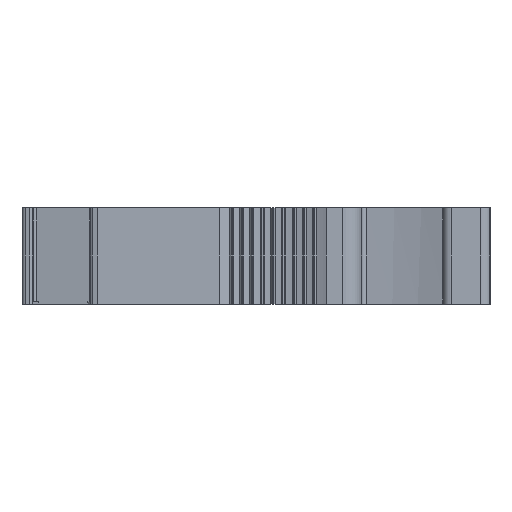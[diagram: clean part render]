
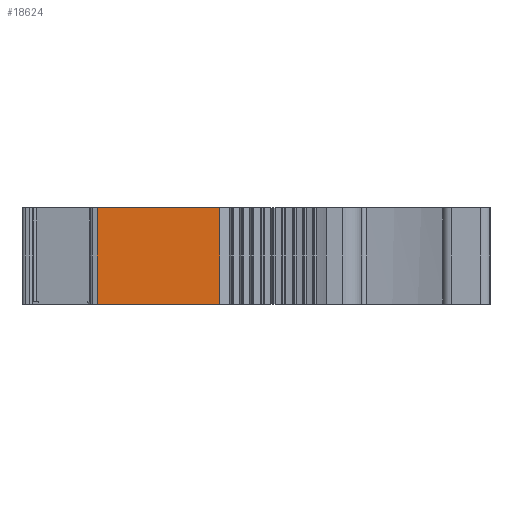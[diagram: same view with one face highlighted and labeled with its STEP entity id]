
A CAD part, left-side view. The second image highlights one B-rep face of the part: STEP entity #18624.
In plain terms, the highlighted planar face has unit normal (-1, 0, 0).
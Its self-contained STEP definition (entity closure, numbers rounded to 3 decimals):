
#159=DIRECTION('',(0.,-1.,0.));
#160=VECTOR('',#159,12.968);
#161=CARTESIAN_POINT('',(-28.7,34.535,-5.1));
#162=LINE('',#161,#160);
#1447=DIRECTION('',(0.,-1.,0.));
#1448=VECTOR('',#1447,12.968);
#1449=CARTESIAN_POINT('',(-28.7,34.535,5.1));
#1450=LINE('',#1449,#1448);
#4560=DIRECTION('',(0.,0.,1.));
#4561=VECTOR('',#4560,10.2);
#4562=CARTESIAN_POINT('',(-28.7,21.567,-5.1));
#4563=LINE('',#4562,#4561);
#4564=DIRECTION('',(0.,0.,1.));
#4565=VECTOR('',#4564,10.2);
#4566=CARTESIAN_POINT('',(-28.7,34.535,-5.1));
#4567=LINE('',#4566,#4565);
#10471=CARTESIAN_POINT('',(-28.7,34.535,-5.1));
#10472=VERTEX_POINT('',#10471);
#10473=CARTESIAN_POINT('',(-28.7,21.567,-5.1));
#10474=VERTEX_POINT('',#10473);
#10779=CARTESIAN_POINT('',(-28.7,34.535,5.1));
#10780=VERTEX_POINT('',#10779);
#10781=CARTESIAN_POINT('',(-28.7,21.567,5.1));
#10782=VERTEX_POINT('',#10781);
#18612=CARTESIAN_POINT('',(-28.7,34.535,-5.1));
#18613=DIRECTION('',(-1.,0.,0.));
#18614=DIRECTION('',(0.,-1.,0.));
#18615=AXIS2_PLACEMENT_3D('',#18612,#18613,#18614);
#18616=PLANE('',#18615);
#18617=ORIENTED_EDGE('',*,*,#13555,.F.);
#18619=ORIENTED_EDGE('',*,*,#18618,.T.);
#18620=ORIENTED_EDGE('',*,*,#14209,.T.);
#18621=ORIENTED_EDGE('',*,*,#18605,.F.);
#18622=EDGE_LOOP('',(#18617,#18619,#18620,#18621));
#18623=FACE_OUTER_BOUND('',#18622,.F.);
#18624=ADVANCED_FACE('',(#18623),#18616,.T.);
#13555=EDGE_CURVE('',#10472,#10474,#162,.T.);
#14209=EDGE_CURVE('',#10780,#10782,#1450,.T.);
#18605=EDGE_CURVE('',#10474,#10782,#4563,.T.);
#18618=EDGE_CURVE('',#10472,#10780,#4567,.T.);
